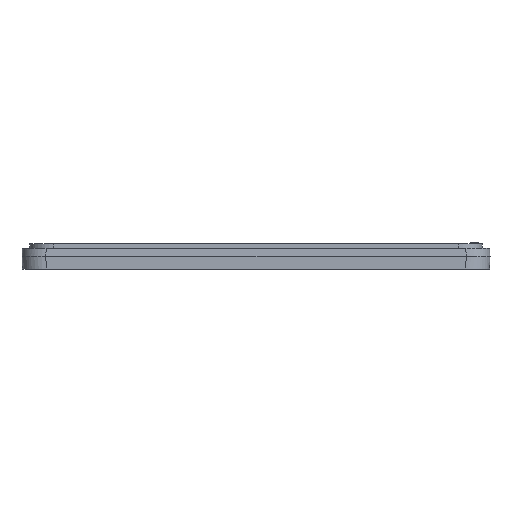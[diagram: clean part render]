
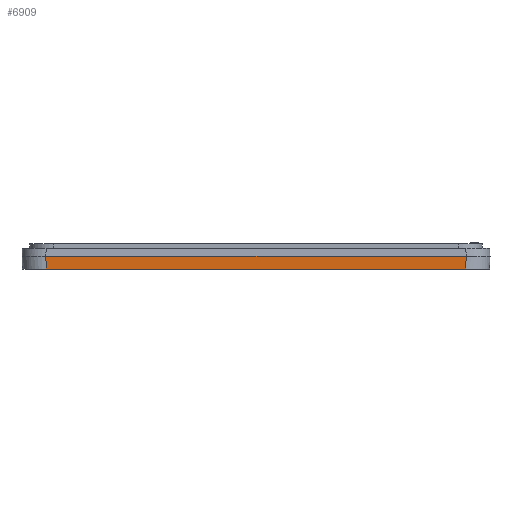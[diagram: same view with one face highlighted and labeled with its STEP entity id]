
A CAD part, left-side view. The second image highlights one B-rep face of the part: STEP entity #6909.
In plain terms, the highlighted planar face has unit normal (-0.999, 0, -0.035).
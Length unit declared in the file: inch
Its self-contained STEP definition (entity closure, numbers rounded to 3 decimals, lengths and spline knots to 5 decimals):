
#1210 = CARTESIAN_POINT ( 'NONE',  ( -8.96, 5.7254, 0. ) ) ;
#1360 = CARTESIAN_POINT ( 'NONE',  ( -8.96, -5.7254, 0. ) ) ;
#1361 = DIRECTION ( 'NONE',  ( 0., -1., 0. ) ) ;
#1362 = VECTOR ( 'NONE', #1361, 39.37008 ) ;
#1363 = CARTESIAN_POINT ( 'NONE',  ( -8.96, 6.375, 0. ) ) ;
#1364 = LINE ( 'NONE', #1363, #1362 ) ;
#1567 = DIRECTION ( 'NONE',  ( 0.035, -0.035, -0.999 ) ) ;
#1568 = VECTOR ( 'NONE', #1567, 39.37008 ) ;
#1569 = CARTESIAN_POINT ( 'NONE',  ( -8.96079, 5.72619, 0.02263 ) ) ;
#1570 = LINE ( 'NONE', #1569, #1568 ) ;
#1673 = DIRECTION ( 'NONE',  ( -0.035, 0., 0.999 ) ) ;
#1674 = DIRECTION ( 'NONE',  ( -0.999, 0., -0.035 ) ) ;
#1675 = CARTESIAN_POINT ( 'NONE',  ( -8.96, 6.375, 0. ) ) ;
#1676 = AXIS2_PLACEMENT_3D ( 'NONE', #1675, #1674, #1673 ) ;
#1677 = PLANE ( 'NONE',  #1676 ) ;
#1678 = FACE_OUTER_BOUND ( 'NONE', #6853, .T. ) ;
#1786 = DIRECTION ( 'NONE',  ( -0.035, -0.035, 0.999 ) ) ;
#1787 = VECTOR ( 'NONE', #1786, 39.37008 ) ;
#1788 = CARTESIAN_POINT ( 'NONE',  ( -8.94528, -5.71068, -0.42153 ) ) ;
#1789 = LINE ( 'NONE', #1788, #1787 ) ;
#1790 = CARTESIAN_POINT ( 'NONE',  ( -8.94795, -5.71335, -0.345 ) ) ;
#1791 = DIRECTION ( 'NONE',  ( 0., -1., 0. ) ) ;
#1792 = VECTOR ( 'NONE', #1791, 39.37008 ) ;
#1793 = CARTESIAN_POINT ( 'NONE',  ( -8.94795, -6.375, -0.345 ) ) ;
#1794 = LINE ( 'NONE', #1793, #1792 ) ;
#1795 = CARTESIAN_POINT ( 'NONE',  ( -8.94795, 5.71335, -0.345 ) ) ;
#6633 = VERTEX_POINT ( 'NONE', #1210 ) ;
#6647 = EDGE_CURVE ( 'NONE', #6633, #6648, #1364, .T. ) ;
#6648 = VERTEX_POINT ( 'NONE', #1360 ) ;
#6853 = EDGE_LOOP ( 'NONE', ( #6854, #6855, #6858, #6861 ) ) ;
#6854 = ORIENTED_EDGE ( 'NONE', *, *, #6647, .F. ) ;
#6855 = ORIENTED_EDGE ( 'NONE', *, *, #6856, .T. ) ;
#6856 = EDGE_CURVE ( 'NONE', #6633, #6857, #1570, .T. ) ;
#6857 = VERTEX_POINT ( 'NONE', #1795 ) ;
#6858 = ORIENTED_EDGE ( 'NONE', *, *, #6859, .T. ) ;
#6859 = EDGE_CURVE ( 'NONE', #6857, #6860, #1794, .T. ) ;
#6860 = VERTEX_POINT ( 'NONE', #1790 ) ;
#6861 = ORIENTED_EDGE ( 'NONE', *, *, #6862, .T. ) ;
#6862 = EDGE_CURVE ( 'NONE', #6860, #6648, #1789, .T. ) ;
#6909 = ADVANCED_FACE ( 'NONE', ( #1678 ), #1677, .T. ) ;
